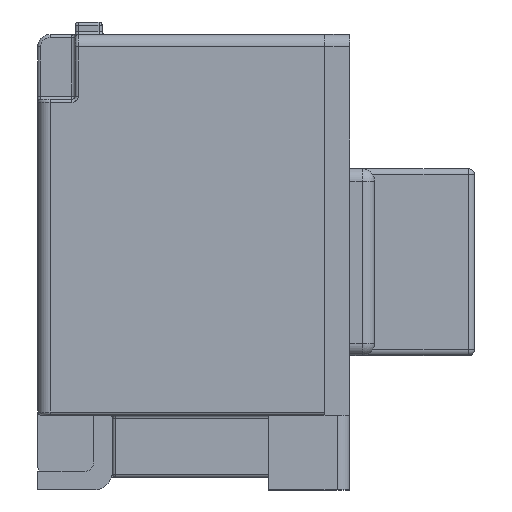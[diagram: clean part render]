
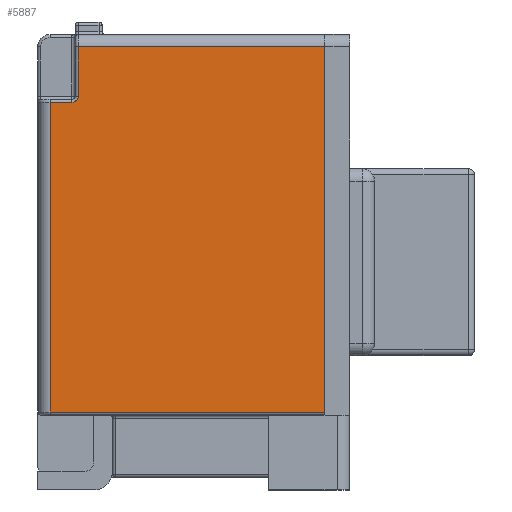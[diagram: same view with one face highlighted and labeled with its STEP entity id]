
A CAD part, left-side view. The second image highlights one B-rep face of the part: STEP entity #5887.
In plain terms, the highlighted planar face has unit normal (-1, 0, 0).
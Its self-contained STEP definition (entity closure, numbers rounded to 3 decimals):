
#241=PLANE('',#6429);
#435=FACE_OUTER_BOUND('',#805,.T.);
#805=EDGE_LOOP('',(#4018,#4019,#4020,#4021,#4022,#4023,#4024));
#1180=LINE('',#8717,#1742);
#1193=LINE('',#8749,#1755);
#1194=LINE('',#8753,#1756);
#1195=LINE('',#8755,#1757);
#1196=LINE('',#8757,#1758);
#1197=LINE('',#8760,#1759);
#1742=VECTOR('',#7010,10.);
#1755=VECTOR('',#7033,10.);
#1756=VECTOR('',#7038,10.);
#1757=VECTOR('',#7039,10.);
#1758=VECTOR('',#7040,10.);
#1759=VECTOR('',#7043,10.);
#2312=CIRCLE('',#6430,0.05);
#2546=VERTEX_POINT('',#8709);
#2548=VERTEX_POINT('',#8715);
#2562=VERTEX_POINT('',#8748);
#2563=VERTEX_POINT('',#8752);
#2564=VERTEX_POINT('',#8754);
#2565=VERTEX_POINT('',#8756);
#2566=VERTEX_POINT('',#8758);
#3102=EDGE_CURVE('',#2548,#2546,#1180,.T.);
#3118=EDGE_CURVE('',#2546,#2562,#1193,.T.);
#3120=EDGE_CURVE('',#2548,#2563,#1194,.F.);
#3121=EDGE_CURVE('',#2564,#2563,#1195,.T.);
#3122=EDGE_CURVE('',#2565,#2564,#1196,.T.);
#3123=EDGE_CURVE('',#2566,#2565,#2312,.T.);
#3124=EDGE_CURVE('',#2562,#2566,#1197,.T.);
#4018=ORIENTED_EDGE('',*,*,#3102,.F.);
#4019=ORIENTED_EDGE('',*,*,#3120,.T.);
#4020=ORIENTED_EDGE('',*,*,#3121,.F.);
#4021=ORIENTED_EDGE('',*,*,#3122,.F.);
#4022=ORIENTED_EDGE('',*,*,#3123,.F.);
#4023=ORIENTED_EDGE('',*,*,#3124,.F.);
#4024=ORIENTED_EDGE('',*,*,#3118,.F.);
#5887=ADVANCED_FACE('',(#435),#241,.T.);
#6429=AXIS2_PLACEMENT_3D('',#8751,#7036,#7037);
#6430=AXIS2_PLACEMENT_3D('',#8759,#7041,#7042);
#7010=DIRECTION('',(0.,1.,0.));
#7033=DIRECTION('',(0.,0.,1.));
#7036=DIRECTION('center_axis',(-1.,0.,0.));
#7037=DIRECTION('ref_axis',(0.,-1.,0.));
#7038=DIRECTION('',(0.,0.,-1.));
#7039=DIRECTION('',(0.,-1.,0.));
#7040=DIRECTION('',(0.,0.,1.));
#7041=DIRECTION('center_axis',(-1.,0.,0.));
#7042=DIRECTION('ref_axis',(0.,-0.707,-0.707));
#7043=DIRECTION('',(0.,-1.,0.));
#8709=CARTESIAN_POINT('',(-3.45,1.65,0.625));
#8715=CARTESIAN_POINT('',(-3.45,-0.55,0.625));
#8717=CARTESIAN_POINT('',(-3.45,1.638,0.625));
#8748=CARTESIAN_POINT('',(-3.45,1.65,3.106));
#8749=CARTESIAN_POINT('',(-3.45,1.65,0.));
#8751=CARTESIAN_POINT('Origin',(-3.45,1.75,0.));
#8752=CARTESIAN_POINT('',(-3.45,-0.55,3.55));
#8753=CARTESIAN_POINT('',(-3.45,-0.55,0.));
#8754=CARTESIAN_POINT('',(-3.45,1.425,3.55));
#8755=CARTESIAN_POINT('',(-3.45,0.875,3.55));
#8756=CARTESIAN_POINT('',(-3.45,1.425,3.156));
#8757=CARTESIAN_POINT('',(-3.45,1.425,1.695));
#8758=CARTESIAN_POINT('',(-3.45,1.475,3.106));
#8759=CARTESIAN_POINT('Origin',(-3.45,1.475,3.156));
#8760=CARTESIAN_POINT('',(-3.45,1.75,3.106));
